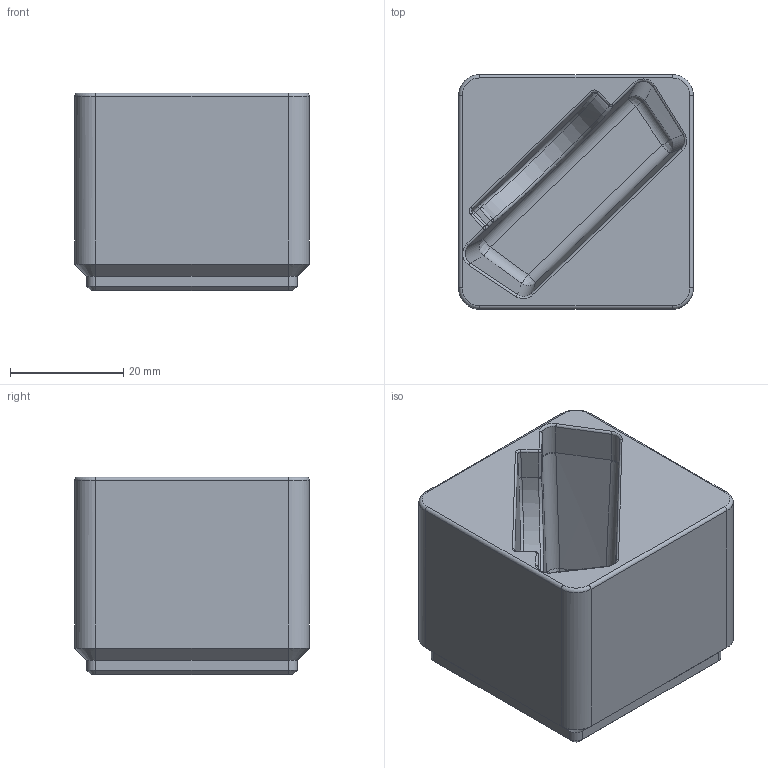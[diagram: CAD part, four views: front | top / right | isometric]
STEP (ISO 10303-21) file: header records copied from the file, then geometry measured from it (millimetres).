
FILE_DESCRIPTION(('FreeCAD Model'),'2;1');
FILE_NAME('Open CASCADE Shape Model','2023-05-13T14:28:44',(''),(''), 'Open CASCADE STEP processor 7.6','FreeCAD','Unknown');
FILE_SCHEMA(('AUTOMOTIVE_DESIGN { 1 0 10303 214 1 1 1 1 }'));
Length unit declared in the file: millimetre
Products named in the file (1): holder
Bounding box: 41.5 x 41.5 x 35 mm (x, y, z)
Volume: 39780.9 mm3; surface area: 11942.9 mm2
Topology: 1 solids, 1 shells, 143 faces, 323 edges, 185 vertices
Faces by surface type: cylinder 58, plane 38, bspline 21, torus 12, cone 12, revolution 2
Full cylindrical faces by diameter (mm): 3 x1
Entity records: 10232 total; most frequent: CARTESIAN_POINT 3554, DIRECTION 1098, ORIENTED_EDGE 640, PCURVE 640, DEFINITIONAL_REPRESENTATION 640, LINE 549, VECTOR 549, EDGE_CURVE 320
